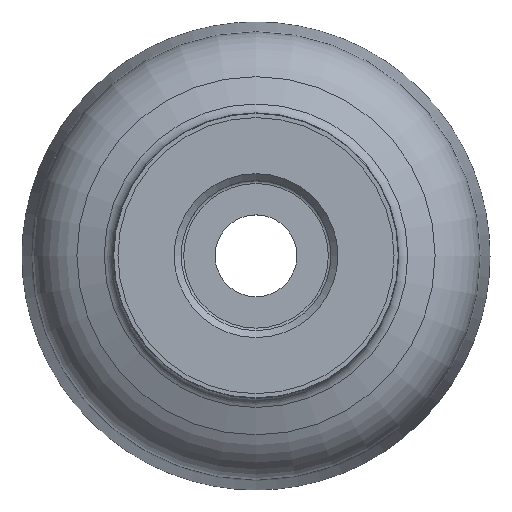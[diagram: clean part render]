
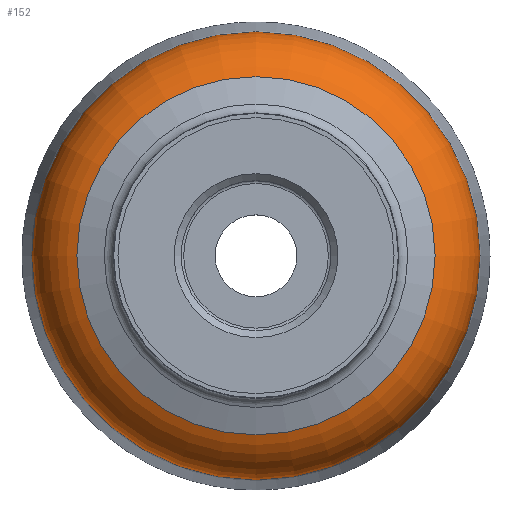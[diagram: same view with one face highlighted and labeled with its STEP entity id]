
A CAD part, top view. The second image highlights one B-rep face of the part: STEP entity #152.
In plain terms, the highlighted toroidal (fillet/blend) face has major radius 32.875 mm and minor radius 15 mm.
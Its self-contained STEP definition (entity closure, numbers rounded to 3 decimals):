
#124=TOROIDAL_SURFACE('',#605,32.875,15.);
#152=ADVANCED_FACE('CLONE_TP_FACE',(#215,#216),#124,.T.);
#215=FACE_BOUND('',#272,.T.);
#216=FACE_BOUND('',#273,.T.);
#272=EDGE_LOOP('',(#328));
#273=EDGE_LOOP('',(#329));
#328=ORIENTED_EDGE('',*,*,#379,.F.);
#329=ORIENTED_EDGE('',*,*,#376,.F.);
#347=VERTEX_POINT('',#820);
#350=VERTEX_POINT('',#827);
#376=EDGE_CURVE('',#347,#347,#404,.T.);
#379=EDGE_CURVE('',#350,#350,#407,.T.);
#404=CIRCLE('',#576,38.27);
#407=CIRCLE('',#580,47.875);
#576=AXIS2_PLACEMENT_3D('',#819,#684,#685);
#580=AXIS2_PLACEMENT_3D('',#826,#692,#693);
#605=AXIS2_PLACEMENT_3D('',#861,#742,#743);
#684=DIRECTION('',(0.,0.,1.));
#685=DIRECTION('',(1.,0.,0.));
#692=DIRECTION('',(0.,0.,-1.));
#693=DIRECTION('',(-1.,0.,0.));
#742=DIRECTION('',(0.,0.,-1.));
#743=DIRECTION('',(1.,0.,0.));
#819=CARTESIAN_POINT('',(0.,0.,-16.995));
#820=CARTESIAN_POINT('',(38.27,0.,-16.995));
#826=CARTESIAN_POINT('',(0.,0.,-30.991));
#827=CARTESIAN_POINT('',(-47.875,0.,-30.991));
#861=CARTESIAN_POINT('',(0.,0.,-30.991));
